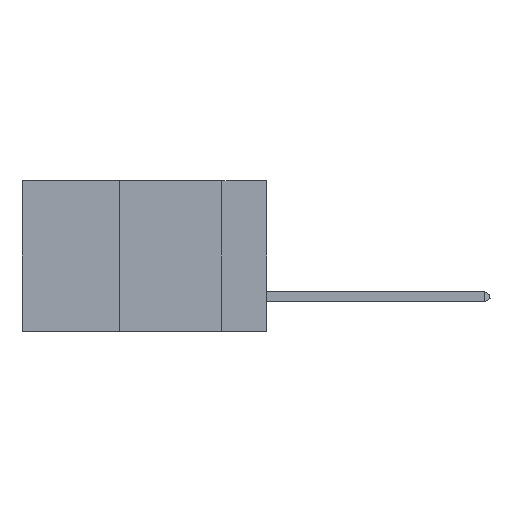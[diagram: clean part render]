
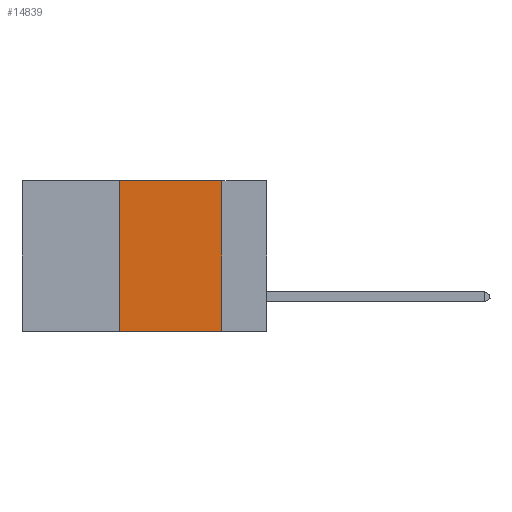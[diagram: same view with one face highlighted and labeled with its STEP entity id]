
A CAD part, left-side view. The second image highlights one B-rep face of the part: STEP entity #14839.
In plain terms, the highlighted planar face has unit normal (-1, 0, 0).
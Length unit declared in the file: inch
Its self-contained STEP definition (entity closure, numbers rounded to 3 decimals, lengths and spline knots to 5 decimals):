
#656 = EDGE_CURVE ( 'NONE', #4288, #28985, #5715, .T. ) ;
#1752 = EDGE_CURVE ( 'NONE', #6917, #40438, #31247, .T. ) ;
#3832 = CARTESIAN_POINT ( 'NONE',  ( 0., 0.6, 0. ) ) ;
#4288 = VERTEX_POINT ( 'NONE', #33988 ) ;
#5275 = CARTESIAN_POINT ( 'NONE',  ( 0., 0.6, -0.37 ) ) ;
#5568 = ORIENTED_EDGE ( 'NONE', *, *, #656, .T. ) ;
#5715 = LINE ( 'NONE', #5275, #14536 ) ;
#6917 = VERTEX_POINT ( 'NONE', #15527 ) ;
#8854 = DIRECTION ( 'NONE',  ( 0., 0., -1. ) ) ;
#12180 = DIRECTION ( 'NONE',  ( 0., -1., 0. ) ) ;
#14051 = EDGE_CURVE ( 'NONE', #4288, #6917, #20984, .T. ) ;
#14536 = VECTOR ( 'NONE', #12180, 39.37008 ) ;
#14839 = ADVANCED_FACE ( 'NONE', ( #18366 ), #29186, .F. ) ;
#15527 = CARTESIAN_POINT ( 'NONE',  ( 0., 0.36, 0. ) ) ;
#16586 = EDGE_CURVE ( 'NONE', #40438, #28985, #33987, .T. ) ;
#18366 = FACE_OUTER_BOUND ( 'NONE', #40730, .T. ) ;
#20984 = LINE ( 'NONE', #29476, #26799 ) ;
#21028 = ORIENTED_EDGE ( 'NONE', *, *, #1752, .F. ) ;
#21578 = CARTESIAN_POINT ( 'NONE',  ( 0., 0.11, 0. ) ) ;
#22322 = DIRECTION ( 'NONE',  ( 0., 0., 1. ) ) ;
#25080 = ORIENTED_EDGE ( 'NONE', *, *, #16586, .F. ) ;
#25582 = DIRECTION ( 'NONE',  ( 0., 0., -1. ) ) ;
#25697 = CARTESIAN_POINT ( 'NONE',  ( 0., 0.6, 0. ) ) ;
#26799 = VECTOR ( 'NONE', #22322, 39.37008 ) ;
#27538 = DIRECTION ( 'NONE',  ( 0., -1., 0. ) ) ;
#28741 = DIRECTION ( 'NONE',  ( 1., 0., 0. ) ) ;
#28985 = VERTEX_POINT ( 'NONE', #42867 ) ;
#29186 = PLANE ( 'NONE',  #38420 ) ;
#29476 = CARTESIAN_POINT ( 'NONE',  ( 0., 0.36, 0. ) ) ;
#31247 = LINE ( 'NONE', #3832, #35538 ) ;
#32828 = ORIENTED_EDGE ( 'NONE', *, *, #14051, .F. ) ;
#33987 = LINE ( 'NONE', #21578, #36122 ) ;
#33988 = CARTESIAN_POINT ( 'NONE',  ( 0., 0.36, -0.37 ) ) ;
#35538 = VECTOR ( 'NONE', #27538, 39.37008 ) ;
#36122 = VECTOR ( 'NONE', #25582, 39.37008 ) ;
#38420 = AXIS2_PLACEMENT_3D ( 'NONE', #25697, #28741, #8854 ) ;
#40438 = VERTEX_POINT ( 'NONE', #42382 ) ;
#40730 = EDGE_LOOP ( 'NONE', ( #25080, #21028, #32828, #5568 ) ) ;
#42382 = CARTESIAN_POINT ( 'NONE',  ( 0., 0.11, 0. ) ) ;
#42867 = CARTESIAN_POINT ( 'NONE',  ( 0., 0.11, -0.37 ) ) ;
